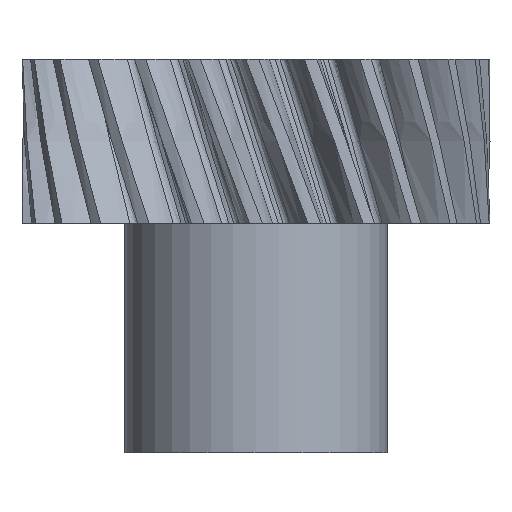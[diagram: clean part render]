
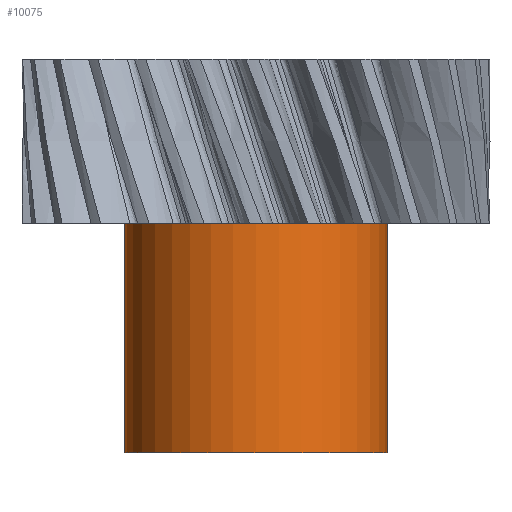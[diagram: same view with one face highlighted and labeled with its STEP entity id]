
A CAD part, front view. The second image highlights one B-rep face of the part: STEP entity #10075.
In plain terms, the highlighted cylindrical face has radius 40 mm (diameter 80 mm), a partial arc.
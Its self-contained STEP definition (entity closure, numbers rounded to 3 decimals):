
#4798 = CARTESIAN_POINT ( 'NONE',  ( 0., 0., -70. ) ) ;
#4844 = DIRECTION ( 'NONE',  ( 1., 0., 0. ) ) ;
#4845 = DIRECTION ( 'NONE',  ( 0., 0., 1. ) ) ;
#4846 = AXIS2_PLACEMENT_3D ( 'NONE', #4798, #4845, #4844 ) ;
#4847 = CIRCLE ( 'NONE', #4846, 40. ) ;
#4850 = DIRECTION ( 'NONE',  ( 1., 0., 0. ) ) ;
#4853 = DIRECTION ( 'NONE',  ( 0., 0., 1. ) ) ;
#4854 = CARTESIAN_POINT ( 'NONE',  ( 0., 0., -70. ) ) ;
#4855 = AXIS2_PLACEMENT_3D ( 'NONE', #4854, #4853, #4850 ) ;
#4857 = FACE_OUTER_BOUND ( 'NONE', #10078, .T. ) ;
#4858 = CYLINDRICAL_SURFACE ( 'NONE', #4855, 40. ) ;
#6118 = CARTESIAN_POINT ( 'NONE',  ( 40., 0., -70. ) ) ;
#6168 = DIRECTION ( 'NONE',  ( 0., 0., 1. ) ) ;
#6169 = VECTOR ( 'NONE', #6168, 1000. ) ;
#6170 = CARTESIAN_POINT ( 'NONE',  ( -40., 0., -70. ) ) ;
#6171 = LINE ( 'NONE', #6170, #6169 ) ;
#6178 = CARTESIAN_POINT ( 'NONE',  ( 40., 0., 0. ) ) ;
#6197 = CARTESIAN_POINT ( 'NONE',  ( 40., 0., -70. ) ) ;
#6198 = LINE ( 'NONE', #6197, #6243 ) ;
#6214 = CARTESIAN_POINT ( 'NONE',  ( -40., 0., 0. ) ) ;
#6242 = DIRECTION ( 'NONE',  ( 0., 0., 1. ) ) ;
#6243 = VECTOR ( 'NONE', #6242, 1000. ) ;
#6251 = CARTESIAN_POINT ( 'NONE',  ( -40., 0., -70. ) ) ;
#8849 = EDGE_CURVE ( 'NONE', #10268, #10259, #12021, .T. ) ;
#10075 = ADVANCED_FACE ( 'NONE', ( #4857 ), #4858, .T. ) ;
#10076 = EDGE_CURVE ( 'NONE', #10267, #10247, #4847, .T. ) ;
#10078 = EDGE_LOOP ( 'NONE', ( #10080, #10082, #10085, #10084 ) ) ;
#10080 = ORIENTED_EDGE ( 'NONE', *, *, #10257, .F. ) ;
#10082 = ORIENTED_EDGE ( 'NONE', *, *, #10076, .T. ) ;
#10084 = ORIENTED_EDGE ( 'NONE', *, *, #8849, .F. ) ;
#10085 = ORIENTED_EDGE ( 'NONE', *, *, #10272, .T. ) ;
#10247 = VERTEX_POINT ( 'NONE', #6118 ) ;
#10257 = EDGE_CURVE ( 'NONE', #10267, #10268, #6171, .T. ) ;
#10259 = VERTEX_POINT ( 'NONE', #6178 ) ;
#10267 = VERTEX_POINT ( 'NONE', #6251 ) ;
#10268 = VERTEX_POINT ( 'NONE', #6214 ) ;
#10272 = EDGE_CURVE ( 'NONE', #10247, #10259, #6198, .T. ) ;
#12004 = DIRECTION ( 'NONE',  ( 0., 0., 1. ) ) ;
#12020 = AXIS2_PLACEMENT_3D ( 'NONE', #12022, #12004, #12043 ) ;
#12021 = CIRCLE ( 'NONE', #12020, 40. ) ;
#12022 = CARTESIAN_POINT ( 'NONE',  ( 0., 0., 0. ) ) ;
#12043 = DIRECTION ( 'NONE',  ( 1., 0., 0. ) ) ;
